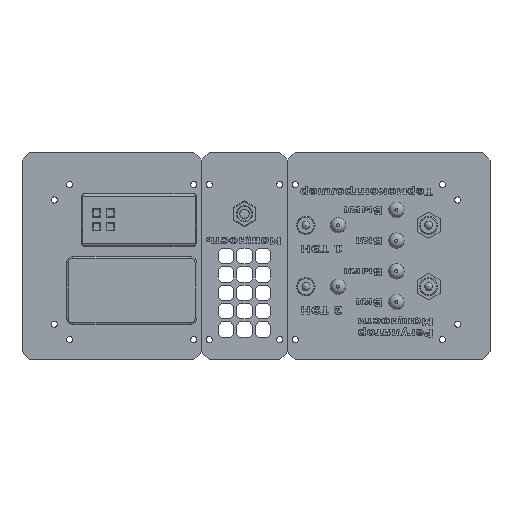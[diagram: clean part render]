
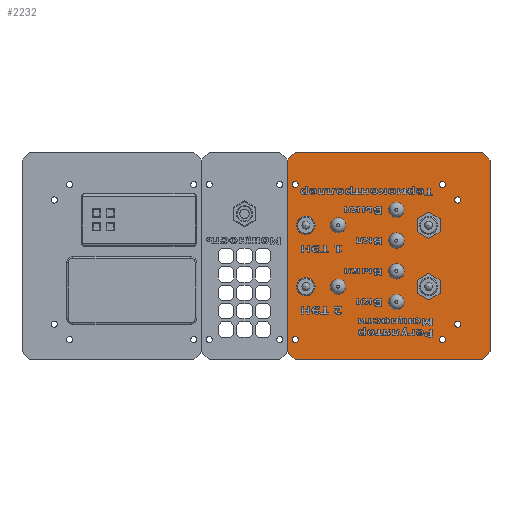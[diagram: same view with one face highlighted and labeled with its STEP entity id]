
A CAD part, top view. The second image highlights one B-rep face of the part: STEP entity #2232.
In plain terms, the highlighted planar face has unit normal (0, 0, 1).
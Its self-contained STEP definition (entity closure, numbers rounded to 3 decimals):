
#2232=ADVANCED_FACE('',(#4920,#4922,#4924,#4926,#4928,#4930,#4932,#4934,#4936,#4938,
#4940,#4942,#4944,#4946,#4948,#4950,#4952),#4954,.T.);
#4920=FACE_BOUND('',#4921,.T.);
#4921=EDGE_LOOP('',(#16861,#16862,#16863,#16864,#16865,#16866,#16867,#16868));
#4922=FACE_BOUND('',#4923,.T.);
#4923=EDGE_LOOP('',(#16869));
#4924=FACE_BOUND('',#4925,.T.);
#4925=EDGE_LOOP('',(#16870));
#4926=FACE_BOUND('',#4927,.T.);
#4927=EDGE_LOOP('',(#16871));
#4928=FACE_BOUND('',#4929,.T.);
#4929=EDGE_LOOP('',(#16872));
#4930=FACE_BOUND('',#4931,.T.);
#4931=EDGE_LOOP('',(#16873));
#4932=FACE_BOUND('',#4933,.T.);
#4933=EDGE_LOOP('',(#16874));
#4934=FACE_BOUND('',#4935,.T.);
#4935=EDGE_LOOP('',(#16875));
#4936=FACE_BOUND('',#4937,.T.);
#4937=EDGE_LOOP('',(#16876));
#4938=FACE_BOUND('',#4939,.T.);
#4939=EDGE_LOOP('',(#16877));
#4940=FACE_BOUND('',#4941,.T.);
#4941=EDGE_LOOP('',(#16878));
#4942=FACE_BOUND('',#4943,.T.);
#4943=EDGE_LOOP('',(#16879));
#4944=FACE_BOUND('',#4945,.T.);
#4945=EDGE_LOOP('',(#16880));
#4946=FACE_BOUND('',#4947,.T.);
#4947=EDGE_LOOP('',(#16881));
#4948=FACE_BOUND('',#4949,.T.);
#4949=EDGE_LOOP('',(#16882));
#4950=FACE_BOUND('',#4951,.T.);
#4951=EDGE_LOOP('',(#16883));
#4952=FACE_BOUND('',#4953,.T.);
#4953=EDGE_LOOP('',(#16884));
#4954=PLANE('',#4955);
#4955=AXIS2_PLACEMENT_3D('',#4956,#4957,#4958);
#4956=CARTESIAN_POINT('',(0.,0.,3.));
#4957=DIRECTION('',(0.,0.,1.));
#4958=DIRECTION('',(-1.,0.,0.));
#16861=ORIENTED_EDGE('',*,*,#26914,.F.);
#16862=ORIENTED_EDGE('',*,*,#26915,.T.);
#16863=ORIENTED_EDGE('',*,*,#26916,.F.);
#16864=ORIENTED_EDGE('',*,*,#26917,.T.);
#16865=ORIENTED_EDGE('',*,*,#26918,.F.);
#16866=ORIENTED_EDGE('',*,*,#26919,.T.);
#16867=ORIENTED_EDGE('',*,*,#26920,.F.);
#16868=ORIENTED_EDGE('',*,*,#26921,.T.);
#16869=ORIENTED_EDGE('',*,*,#26922,.T.);
#16870=ORIENTED_EDGE('',*,*,#26923,.T.);
#16871=ORIENTED_EDGE('',*,*,#26924,.T.);
#16872=ORIENTED_EDGE('',*,*,#26925,.T.);
#16873=ORIENTED_EDGE('',*,*,#26926,.T.);
#16874=ORIENTED_EDGE('',*,*,#26927,.T.);
#16875=ORIENTED_EDGE('',*,*,#26928,.T.);
#16876=ORIENTED_EDGE('',*,*,#26929,.T.);
#16877=ORIENTED_EDGE('',*,*,#26930,.T.);
#16878=ORIENTED_EDGE('',*,*,#26931,.T.);
#16879=ORIENTED_EDGE('',*,*,#26932,.T.);
#16880=ORIENTED_EDGE('',*,*,#26933,.T.);
#16881=ORIENTED_EDGE('',*,*,#26934,.T.);
#16882=ORIENTED_EDGE('',*,*,#26935,.T.);
#16883=ORIENTED_EDGE('',*,*,#26936,.T.);
#16884=ORIENTED_EDGE('',*,*,#26937,.T.);
#26914=EDGE_CURVE('',#31454,#31455,#31456,.F.);
#26915=EDGE_CURVE('',#31454,#31457,#31458,.T.);
#26916=EDGE_CURVE('',#31459,#31457,#31460,.F.);
#26917=EDGE_CURVE('',#31459,#31461,#31462,.T.);
#26918=EDGE_CURVE('',#31463,#31461,#31464,.F.);
#26919=EDGE_CURVE('',#31463,#31465,#31466,.T.);
#26920=EDGE_CURVE('',#31467,#31465,#31468,.F.);
#26921=EDGE_CURVE('',#31467,#31455,#31469,.T.);
#26922=EDGE_CURVE('',#31470,#31470,#31471,.F.);
#26923=EDGE_CURVE('',#31472,#31472,#31473,.F.);
#26924=EDGE_CURVE('',#31474,#31474,#31475,.F.);
#26925=EDGE_CURVE('',#31476,#31476,#31477,.F.);
#26926=EDGE_CURVE('',#31478,#31478,#31479,.F.);
#26927=EDGE_CURVE('',#31480,#31480,#31481,.F.);
#26928=EDGE_CURVE('',#31482,#31482,#31483,.F.);
#26929=EDGE_CURVE('',#31484,#31484,#31485,.F.);
#26930=EDGE_CURVE('',#31486,#31486,#31487,.F.);
#26931=EDGE_CURVE('',#31488,#31488,#31489,.F.);
#26932=EDGE_CURVE('',#31490,#31490,#31491,.F.);
#26933=EDGE_CURVE('',#31492,#31492,#31493,.F.);
#26934=EDGE_CURVE('',#31494,#31494,#31495,.F.);
#26935=EDGE_CURVE('',#31496,#31496,#31497,.F.);
#26936=EDGE_CURVE('',#31498,#31498,#31499,.F.);
#26937=EDGE_CURVE('',#31500,#31500,#31501,.F.);
#31454=VERTEX_POINT('',#39458);
#31455=VERTEX_POINT('',#39459);
#31456=LINE('',#39460,#39461);
#31457=VERTEX_POINT('',#39463);
#31458=LINE('',#39464,#39465);
#31459=VERTEX_POINT('',#39467);
#31460=LINE('',#39468,#39469);
#31461=VERTEX_POINT('',#39471);
#31462=LINE('',#39472,#39473);
#31463=VERTEX_POINT('',#39475);
#31464=LINE('',#39476,#39477);
#31465=VERTEX_POINT('',#39479);
#31466=LINE('',#39480,#39481);
#31467=VERTEX_POINT('',#39483);
#31468=LINE('',#39484,#39485);
#31469=LINE('',#39487,#39488);
#31470=VERTEX_POINT('',#39490);
#31471=CIRCLE('',#39491,6.);
#31472=VERTEX_POINT('',#39495);
#31473=CIRCLE('',#39496,6.);
#31474=VERTEX_POINT('',#39500);
#31475=CIRCLE('',#39501,5.);
#31476=VERTEX_POINT('',#39505);
#31477=CIRCLE('',#39506,5.);
#31478=VERTEX_POINT('',#39510);
#31479=CIRCLE('',#39511,6.);
#31480=VERTEX_POINT('',#39515);
#31481=CIRCLE('',#39516,6.);
#31482=VERTEX_POINT('',#39520);
#31483=CIRCLE('',#39521,5.);
#31484=VERTEX_POINT('',#39525);
#31485=CIRCLE('',#39526,5.);
#31486=VERTEX_POINT('',#39530);
#31487=CIRCLE('',#39531,5.);
#31488=VERTEX_POINT('',#39535);
#31489=CIRCLE('',#39536,5.);
#31490=VERTEX_POINT('',#39540);
#31491=CIRCLE('',#39541,2.);
#31492=VERTEX_POINT('',#39545);
#31493=CIRCLE('',#39546,2.);
#31494=VERTEX_POINT('',#39550);
#31495=CIRCLE('',#39551,2.);
#31496=VERTEX_POINT('',#39555);
#31497=CIRCLE('',#39556,2.);
#31498=VERTEX_POINT('',#39560);
#31499=CIRCLE('',#39561,2.);
#31500=VERTEX_POINT('',#39565);
#31501=CIRCLE('',#39566,2.);
#39458=CARTESIAN_POINT('',(-61.,-67.5,3.));
#39459=CARTESIAN_POINT('',(-66.,-62.5,3.));
#39460=CARTESIAN_POINT('',(-66.,-62.5,3.));
#39461=VECTOR('',#39462,1.);
#39462=DIRECTION('',(0.707,-0.707,0.));
#39463=CARTESIAN_POINT('',(61.,-67.5,3.));
#39464=CARTESIAN_POINT('',(-61.,-67.5,3.));
#39465=VECTOR('',#39466,1.);
#39466=DIRECTION('',(1.,0.,0.));
#39467=CARTESIAN_POINT('',(66.,-62.5,3.));
#39468=CARTESIAN_POINT('',(61.,-67.5,3.));
#39469=VECTOR('',#39470,1.);
#39470=DIRECTION('',(0.707,0.707,0.));
#39471=CARTESIAN_POINT('',(66.,62.5,3.));
#39472=CARTESIAN_POINT('',(66.,-62.5,3.));
#39473=VECTOR('',#39474,1.);
#39474=DIRECTION('',(0.,1.,0.));
#39475=CARTESIAN_POINT('',(61.,67.5,3.));
#39476=CARTESIAN_POINT('',(66.,62.5,3.));
#39477=VECTOR('',#39478,1.);
#39478=DIRECTION('',(-0.707,0.707,0.));
#39479=CARTESIAN_POINT('',(-61.,67.5,3.));
#39480=CARTESIAN_POINT('',(61.,67.5,3.));
#39481=VECTOR('',#39482,1.);
#39482=DIRECTION('',(-1.,0.,0.));
#39483=CARTESIAN_POINT('',(-66.,62.5,3.));
#39484=CARTESIAN_POINT('',(-61.,67.5,3.));
#39485=VECTOR('',#39486,1.);
#39486=DIRECTION('',(-0.707,-0.707,0.));
#39487=CARTESIAN_POINT('',(-66.,62.5,3.));
#39488=VECTOR('',#39489,1.);
#39489=DIRECTION('',(0.,-1.,0.));
#39490=CARTESIAN_POINT('',(-60.,20.,3.));
#39491=AXIS2_PLACEMENT_3D('',#39492,#39493,#39494);
#39492=CARTESIAN_POINT('',(-54.,20.,3.));
#39493=DIRECTION('',(0.,0.,1.));
#39494=DIRECTION('',(-1.,0.,0.));
#39495=CARTESIAN_POINT('',(-60.,-20.,3.));
#39496=AXIS2_PLACEMENT_3D('',#39497,#39498,#39499);
#39497=CARTESIAN_POINT('',(-54.,-20.,3.));
#39498=DIRECTION('',(0.,0.,1.));
#39499=DIRECTION('',(-1.,0.,0.));
#39500=CARTESIAN_POINT('',(-38.,20.,3.));
#39501=AXIS2_PLACEMENT_3D('',#39502,#39503,#39504);
#39502=CARTESIAN_POINT('',(-33.,20.,3.));
#39503=DIRECTION('',(0.,0.,1.));
#39504=DIRECTION('',(-1.,0.,0.));
#39505=CARTESIAN_POINT('',(-38.,-20.,3.));
#39506=AXIS2_PLACEMENT_3D('',#39507,#39508,#39509);
#39507=CARTESIAN_POINT('',(-33.,-20.,3.));
#39508=DIRECTION('',(0.,0.,1.));
#39509=DIRECTION('',(-1.,0.,0.));
#39510=CARTESIAN_POINT('',(20.,-20.,3.));
#39511=AXIS2_PLACEMENT_3D('',#39512,#39513,#39514);
#39512=CARTESIAN_POINT('',(26.,-20.,3.));
#39513=DIRECTION('',(0.,0.,1.));
#39514=DIRECTION('',(-1.,0.,0.));
#39515=CARTESIAN_POINT('',(20.,20.,3.));
#39516=AXIS2_PLACEMENT_3D('',#39517,#39518,#39519);
#39517=CARTESIAN_POINT('',(26.,20.,3.));
#39518=DIRECTION('',(0.,0.,1.));
#39519=DIRECTION('',(-1.,0.,0.));
#39520=CARTESIAN_POINT('',(0.,-30.,3.));
#39521=AXIS2_PLACEMENT_3D('',#39522,#39523,#39524);
#39522=CARTESIAN_POINT('',(5.,-30.,3.));
#39523=DIRECTION('',(0.,0.,1.));
#39524=DIRECTION('',(-1.,0.,0.));
#39525=CARTESIAN_POINT('',(0.,30.,3.));
#39526=AXIS2_PLACEMENT_3D('',#39527,#39528,#39529);
#39527=CARTESIAN_POINT('',(5.,30.,3.));
#39528=DIRECTION('',(0.,0.,1.));
#39529=DIRECTION('',(-1.,0.,0.));
#39530=CARTESIAN_POINT('',(0.,-10.,3.));
#39531=AXIS2_PLACEMENT_3D('',#39532,#39533,#39534);
#39532=CARTESIAN_POINT('',(5.,-10.,3.));
#39533=DIRECTION('',(0.,0.,1.));
#39534=DIRECTION('',(-1.,0.,0.));
#39535=CARTESIAN_POINT('',(0.,10.,3.));
#39536=AXIS2_PLACEMENT_3D('',#39537,#39538,#39539);
#39537=CARTESIAN_POINT('',(5.,10.,3.));
#39538=DIRECTION('',(0.,0.,1.));
#39539=DIRECTION('',(-1.,0.,0.));
#39540=CARTESIAN_POINT('',(43.,-44.5,3.));
#39541=AXIS2_PLACEMENT_3D('',#39542,#39543,#39544);
#39542=CARTESIAN_POINT('',(45.,-44.5,3.));
#39543=DIRECTION('',(0.,0.,1.));
#39544=DIRECTION('',(-1.,0.,0.));
#39545=CARTESIAN_POINT('',(43.,36.5,3.));
#39546=AXIS2_PLACEMENT_3D('',#39547,#39548,#39549);
#39547=CARTESIAN_POINT('',(45.,36.5,3.));
#39548=DIRECTION('',(0.,0.,1.));
#39549=DIRECTION('',(-1.,0.,0.));
#39550=CARTESIAN_POINT('',(33.,46.5,3.));
#39551=AXIS2_PLACEMENT_3D('',#39552,#39553,#39554);
#39552=CARTESIAN_POINT('',(35.,46.5,3.));
#39553=DIRECTION('',(0.,0.,1.));
#39554=DIRECTION('',(-1.,0.,0.));
#39555=CARTESIAN_POINT('',(33.,-54.5,3.));
#39556=AXIS2_PLACEMENT_3D('',#39557,#39558,#39559);
#39557=CARTESIAN_POINT('',(35.,-54.5,3.));
#39558=DIRECTION('',(0.,0.,1.));
#39559=DIRECTION('',(-1.,0.,0.));
#39560=CARTESIAN_POINT('',(-63.,46.5,3.));
#39561=AXIS2_PLACEMENT_3D('',#39562,#39563,#39564);
#39562=CARTESIAN_POINT('',(-61.,46.5,3.));
#39563=DIRECTION('',(0.,0.,1.));
#39564=DIRECTION('',(-1.,0.,0.));
#39565=CARTESIAN_POINT('',(-63.,-54.5,3.));
#39566=AXIS2_PLACEMENT_3D('',#39567,#39568,#39569);
#39567=CARTESIAN_POINT('',(-61.,-54.5,3.));
#39568=DIRECTION('',(0.,0.,1.));
#39569=DIRECTION('',(-1.,0.,0.));
